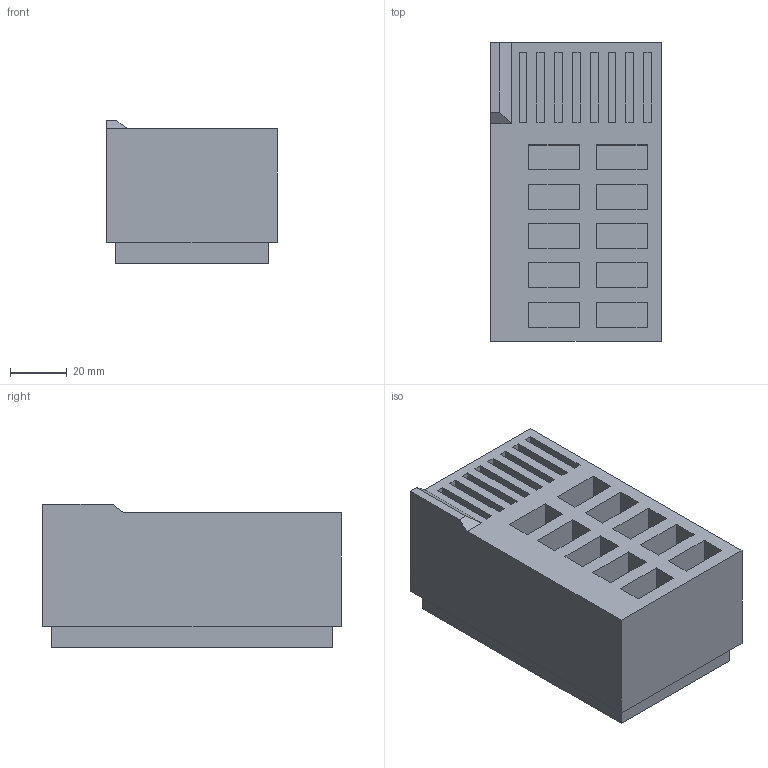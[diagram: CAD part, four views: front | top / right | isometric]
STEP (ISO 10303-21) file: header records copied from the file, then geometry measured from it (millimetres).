
FILE_DESCRIPTION(/* description */ (''),/* implementation_level */ '2;1');
FILE_NAME(/* name */ 'Online-Storage-Carrier.step',/* time_stamp */ '2024-07-24T12:16:58+05:30',/* author */ (''),/* organization */ (''),/* preprocessor_version */ 'ST-DEVELOPER v20',/* originating_system */ 'Autodesk Translation Framework v13.14.0.145',/* authorisation */ '');
FILE_SCHEMA (('AUTOMOTIVE_DESIGN { 1 0 10303 214 3 1 1 }'));
Length unit declared in the file: millimetre
Products named in the file (1): Digital-Storage
Bounding box: 60 x 105 x 50.5 mm (x, y, z)
Volume: 222342.7 mm3; surface area: 57325 mm2
Topology: 1 solids, 1 shells, 104 faces, 249 edges, 166 vertices
Faces by surface type: plane 104
Entity records: 2986 total; most frequent: CARTESIAN_POINT 520, ORIENTED_EDGE 498, DIRECTION 459, LINE 249, VECTOR 249, EDGE_CURVE 249, VERTEX_POINT 166, EDGE_LOOP 123
